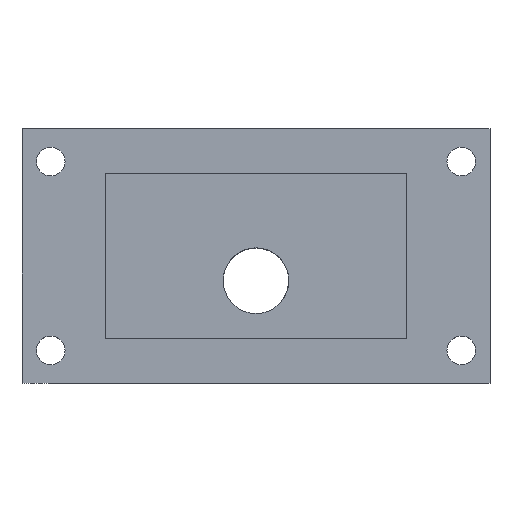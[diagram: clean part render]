
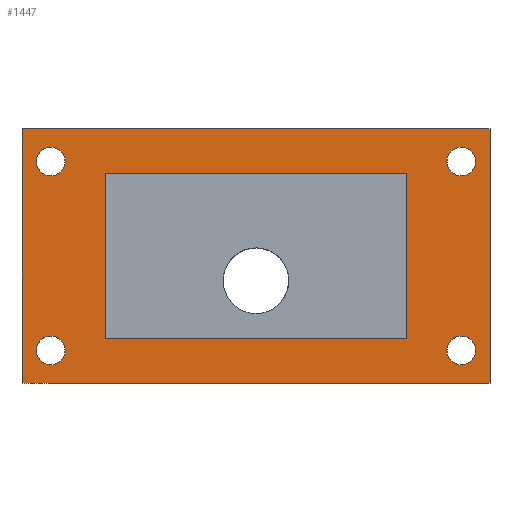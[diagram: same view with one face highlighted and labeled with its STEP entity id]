
A CAD part, top view. The second image highlights one B-rep face of the part: STEP entity #1447.
In plain terms, the highlighted planar face has unit normal (0, 0, 1).
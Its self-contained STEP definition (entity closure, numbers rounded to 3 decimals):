
#8 = VERTEX_POINT ( 'NONE', #1765 ) ;
#30 = VERTEX_POINT ( 'NONE', #372 ) ;
#59 = VERTEX_POINT ( 'NONE', #561 ) ;
#60 = CARTESIAN_POINT ( 'NONE',  ( 25., -11.5, 5. ) ) ;
#62 = CARTESIAN_POINT ( 'NONE',  ( -28.5, -15.5, 5. ) ) ;
#66 = EDGE_CURVE ( 'NONE', #256, #1484, #2091, .T. ) ;
#70 = CARTESIAN_POINT ( 'NONE',  ( -25., -11.5, 5. ) ) ;
#89 = DIRECTION ( 'NONE',  ( 1., 0., 0. ) ) ;
#95 = VERTEX_POINT ( 'NONE', #910 ) ;
#108 = CARTESIAN_POINT ( 'NONE',  ( 25., 11.5, 5. ) ) ;
#149 = AXIS2_PLACEMENT_3D ( 'NONE', #751, #1448, #580 ) ;
#156 = CARTESIAN_POINT ( 'NONE',  ( -25., -11.5, 5. ) ) ;
#161 = AXIS2_PLACEMENT_3D ( 'NONE', #604, #2149, #89 ) ;
#174 = DIRECTION ( 'NONE',  ( 1., 0., 0. ) ) ;
#180 = LINE ( 'NONE', #829, #619 ) ;
#185 = ORIENTED_EDGE ( 'NONE', *, *, #1330, .F. ) ;
#213 = CIRCLE ( 'NONE', #149, 1.75 ) ;
#244 = DIRECTION ( 'NONE',  ( 1., 0., 0. ) ) ;
#256 = VERTEX_POINT ( 'NONE', #329 ) ;
#266 = CIRCLE ( 'NONE', #1193, 1.75 ) ;
#268 = DIRECTION ( 'NONE',  ( 0., -1., 0. ) ) ;
#288 = CARTESIAN_POINT ( 'NONE',  ( 0., 0., 5. ) ) ;
#292 = CARTESIAN_POINT ( 'NONE',  ( 18.387, 10., 5. ) ) ;
#318 = FACE_OUTER_BOUND ( 'NONE', #2184, .T. ) ;
#325 = VERTEX_POINT ( 'NONE', #2207 ) ;
#329 = CARTESIAN_POINT ( 'NONE',  ( -23.25, -11.5, 5. ) ) ;
#347 = CIRCLE ( 'NONE', #161, 1.75 ) ;
#371 = DIRECTION ( 'NONE',  ( -1., 0., 0. ) ) ;
#372 = CARTESIAN_POINT ( 'NONE',  ( 26.75, -11.5, 5. ) ) ;
#402 = CARTESIAN_POINT ( 'NONE',  ( 28.5, -15.5, 5. ) ) ;
#417 = EDGE_LOOP ( 'NONE', ( #2001, #625 ) ) ;
#433 = VERTEX_POINT ( 'NONE', #1204 ) ;
#458 = LINE ( 'NONE', #1027, #731 ) ;
#523 = EDGE_CURVE ( 'NONE', #30, #1664, #213, .T. ) ;
#561 = CARTESIAN_POINT ( 'NONE',  ( 23.25, 11.5, 5. ) ) ;
#580 = DIRECTION ( 'NONE',  ( 1., 0., 0. ) ) ;
#594 = CIRCLE ( 'NONE', #1433, 1.75 ) ;
#604 = CARTESIAN_POINT ( 'NONE',  ( -25., 11.5, 5. ) ) ;
#619 = VECTOR ( 'NONE', #2006, 1000. ) ;
#625 = ORIENTED_EDGE ( 'NONE', *, *, #523, .F. ) ;
#649 = VERTEX_POINT ( 'NONE', #62 ) ;
#659 = AXIS2_PLACEMENT_3D ( 'NONE', #288, #1318, #2166 ) ;
#678 = VERTEX_POINT ( 'NONE', #402 ) ;
#699 = AXIS2_PLACEMENT_3D ( 'NONE', #2051, #1690, #1856 ) ;
#731 = VECTOR ( 'NONE', #2217, 1000. ) ;
#751 = CARTESIAN_POINT ( 'NONE',  ( 25., -11.5, 5. ) ) ;
#759 = VECTOR ( 'NONE', #371, 1000. ) ;
#761 = EDGE_CURVE ( 'NONE', #8, #1411, #347, .T. ) ;
#795 = EDGE_CURVE ( 'NONE', #1484, #256, #1371, .T. ) ;
#820 = CARTESIAN_POINT ( 'NONE',  ( 23.25, -11.5, 5. ) ) ;
#829 = CARTESIAN_POINT ( 'NONE',  ( 18.387, -10., 5. ) ) ;
#871 = LINE ( 'NONE', #1382, #759 ) ;
#879 = EDGE_CURVE ( 'NONE', #678, #95, #1147, .T. ) ;
#895 = LINE ( 'NONE', #1993, #919 ) ;
#910 = CARTESIAN_POINT ( 'NONE',  ( 28.5, 15.5, 5. ) ) ;
#919 = VECTOR ( 'NONE', #1677, 1000. ) ;
#933 = CARTESIAN_POINT ( 'NONE',  ( -18.387, -10., 5. ) ) ;
#947 = EDGE_CURVE ( 'NONE', #95, #325, #458, .T. ) ;
#988 = DIRECTION ( 'NONE',  ( 0., 0., 1. ) ) ;
#1013 = EDGE_CURVE ( 'NONE', #2025, #1565, #871, .T. ) ;
#1027 = CARTESIAN_POINT ( 'NONE',  ( 28.5, 15.5, 5. ) ) ;
#1048 = CIRCLE ( 'NONE', #1082, 1.75 ) ;
#1052 = ORIENTED_EDGE ( 'NONE', *, *, #1561, .F. ) ;
#1070 = FACE_BOUND ( 'NONE', #2064, .T. ) ;
#1082 = AXIS2_PLACEMENT_3D ( 'NONE', #1104, #1288, #244 ) ;
#1104 = CARTESIAN_POINT ( 'NONE',  ( -25., 11.5, 5. ) ) ;
#1116 = DIRECTION ( 'NONE',  ( -1., 0., 0. ) ) ;
#1121 = VECTOR ( 'NONE', #2017, 1000. ) ;
#1145 = PLANE ( 'NONE',  #659 ) ;
#1147 = LINE ( 'NONE', #1364, #1620 ) ;
#1156 = ORIENTED_EDGE ( 'NONE', *, *, #1868, .F. ) ;
#1190 = ORIENTED_EDGE ( 'NONE', *, *, #1521, .T. ) ;
#1193 = AXIS2_PLACEMENT_3D ( 'NONE', #108, #988, #1116 ) ;
#1204 = CARTESIAN_POINT ( 'NONE',  ( 18.387, -10., 5. ) ) ;
#1211 = EDGE_CURVE ( 'NONE', #1565, #1323, #1911, .T. ) ;
#1213 = CARTESIAN_POINT ( 'NONE',  ( 28.5, -15.5, 5. ) ) ;
#1233 = FACE_BOUND ( 'NONE', #417, .T. ) ;
#1260 = DIRECTION ( 'NONE',  ( 0., 0., 1. ) ) ;
#1287 = EDGE_CURVE ( 'NONE', #1664, #30, #594, .T. ) ;
#1288 = DIRECTION ( 'NONE',  ( 0., 0., 1. ) ) ;
#1289 = FACE_BOUND ( 'NONE', #1359, .T. ) ;
#1314 = FACE_BOUND ( 'NONE', #1399, .T. ) ;
#1318 = DIRECTION ( 'NONE',  ( 0., 0., 1. ) ) ;
#1323 = VERTEX_POINT ( 'NONE', #933 ) ;
#1330 = EDGE_CURVE ( 'NONE', #1411, #8, #1048, .T. ) ;
#1334 = DIRECTION ( 'NONE',  ( -1., 0., 0. ) ) ;
#1358 = DIRECTION ( 'NONE',  ( 0., 1., 0. ) ) ;
#1359 = EDGE_LOOP ( 'NONE', ( #1052, #1156 ) ) ;
#1364 = CARTESIAN_POINT ( 'NONE',  ( 28.5, -15.5, 5. ) ) ;
#1371 = CIRCLE ( 'NONE', #2159, 1.75 ) ;
#1382 = CARTESIAN_POINT ( 'NONE',  ( 18.387, 10., 5. ) ) ;
#1399 = EDGE_LOOP ( 'NONE', ( #2048, #1918 ) ) ;
#1411 = VERTEX_POINT ( 'NONE', #1619 ) ;
#1426 = ORIENTED_EDGE ( 'NONE', *, *, #1939, .T. ) ;
#1432 = DIRECTION ( 'NONE',  ( 1., 0., 0. ) ) ;
#1433 = AXIS2_PLACEMENT_3D ( 'NONE', #60, #1260, #1432 ) ;
#1447 = ADVANCED_FACE ( 'NONE', ( #1233, #1861, #318, #1314, #1289, #1070 ), #1145, .T. ) ;
#1448 = DIRECTION ( 'NONE',  ( 0., 0., 1. ) ) ;
#1484 = VERTEX_POINT ( 'NONE', #1646 ) ;
#1510 = ORIENTED_EDGE ( 'NONE', *, *, #1211, .F. ) ;
#1521 = EDGE_CURVE ( 'NONE', #325, #649, #895, .T. ) ;
#1536 = VECTOR ( 'NONE', #174, 1000. ) ;
#1561 = EDGE_CURVE ( 'NONE', #59, #1772, #266, .T. ) ;
#1565 = VERTEX_POINT ( 'NONE', #1984 ) ;
#1576 = EDGE_LOOP ( 'NONE', ( #1746, #185 ) ) ;
#1580 = DIRECTION ( 'NONE',  ( -1., 0., 0. ) ) ;
#1587 = LINE ( 'NONE', #1213, #1121 ) ;
#1596 = AXIS2_PLACEMENT_3D ( 'NONE', #70, #1767, #1580 ) ;
#1611 = EDGE_CURVE ( 'NONE', #433, #2025, #180, .T. ) ;
#1619 = CARTESIAN_POINT ( 'NONE',  ( -23.25, 11.5, 5. ) ) ;
#1620 = VECTOR ( 'NONE', #1358, 1000. ) ;
#1646 = CARTESIAN_POINT ( 'NONE',  ( -26.75, -11.5, 5. ) ) ;
#1664 = VERTEX_POINT ( 'NONE', #820 ) ;
#1677 = DIRECTION ( 'NONE',  ( 0., -1., 0. ) ) ;
#1690 = DIRECTION ( 'NONE',  ( 0., 0., 1. ) ) ;
#1702 = DIRECTION ( 'NONE',  ( 0., 0., 1. ) ) ;
#1714 = ORIENTED_EDGE ( 'NONE', *, *, #947, .T. ) ;
#1723 = LINE ( 'NONE', #1898, #1536 ) ;
#1746 = ORIENTED_EDGE ( 'NONE', *, *, #761, .F. ) ;
#1765 = CARTESIAN_POINT ( 'NONE',  ( -26.75, 11.5, 5. ) ) ;
#1767 = DIRECTION ( 'NONE',  ( 0., 0., 1. ) ) ;
#1772 = VERTEX_POINT ( 'NONE', #2209 ) ;
#1808 = VECTOR ( 'NONE', #268, 1000. ) ;
#1816 = CARTESIAN_POINT ( 'NONE',  ( -18.387, -10., 5. ) ) ;
#1856 = DIRECTION ( 'NONE',  ( -1., 0., 0. ) ) ;
#1861 = FACE_BOUND ( 'NONE', #1576, .T. ) ;
#1868 = EDGE_CURVE ( 'NONE', #1772, #59, #1985, .T. ) ;
#1898 = CARTESIAN_POINT ( 'NONE',  ( 18.387, -10., 5. ) ) ;
#1911 = LINE ( 'NONE', #1816, #1808 ) ;
#1918 = ORIENTED_EDGE ( 'NONE', *, *, #66, .F. ) ;
#1939 = EDGE_CURVE ( 'NONE', #649, #678, #1587, .T. ) ;
#1944 = ORIENTED_EDGE ( 'NONE', *, *, #1611, .F. ) ;
#1956 = ORIENTED_EDGE ( 'NONE', *, *, #879, .T. ) ;
#1984 = CARTESIAN_POINT ( 'NONE',  ( -18.387, 10., 5. ) ) ;
#1985 = CIRCLE ( 'NONE', #699, 1.75 ) ;
#1993 = CARTESIAN_POINT ( 'NONE',  ( -28.5, -15.5, 5. ) ) ;
#2001 = ORIENTED_EDGE ( 'NONE', *, *, #1287, .F. ) ;
#2006 = DIRECTION ( 'NONE',  ( 0., 1., 0. ) ) ;
#2017 = DIRECTION ( 'NONE',  ( 1., 0., 0. ) ) ;
#2018 = EDGE_CURVE ( 'NONE', #1323, #433, #1723, .T. ) ;
#2025 = VERTEX_POINT ( 'NONE', #292 ) ;
#2048 = ORIENTED_EDGE ( 'NONE', *, *, #795, .F. ) ;
#2051 = CARTESIAN_POINT ( 'NONE',  ( 25., 11.5, 5. ) ) ;
#2064 = EDGE_LOOP ( 'NONE', ( #2103, #1510, #2198, #1944 ) ) ;
#2091 = CIRCLE ( 'NONE', #1596, 1.75 ) ;
#2103 = ORIENTED_EDGE ( 'NONE', *, *, #2018, .F. ) ;
#2149 = DIRECTION ( 'NONE',  ( 0., 0., 1. ) ) ;
#2159 = AXIS2_PLACEMENT_3D ( 'NONE', #156, #1702, #1334 ) ;
#2166 = DIRECTION ( 'NONE',  ( 1., 0., 0. ) ) ;
#2184 = EDGE_LOOP ( 'NONE', ( #1190, #1426, #1956, #1714 ) ) ;
#2198 = ORIENTED_EDGE ( 'NONE', *, *, #1013, .F. ) ;
#2207 = CARTESIAN_POINT ( 'NONE',  ( -28.5, 15.5, 5. ) ) ;
#2209 = CARTESIAN_POINT ( 'NONE',  ( 26.75, 11.5, 5. ) ) ;
#2217 = DIRECTION ( 'NONE',  ( -1., 0., 0. ) ) ;
